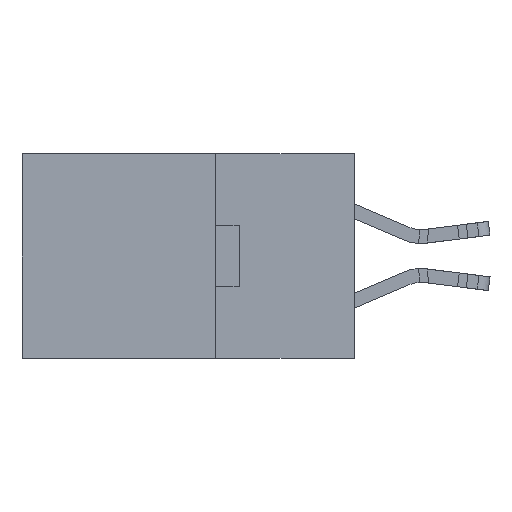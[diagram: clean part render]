
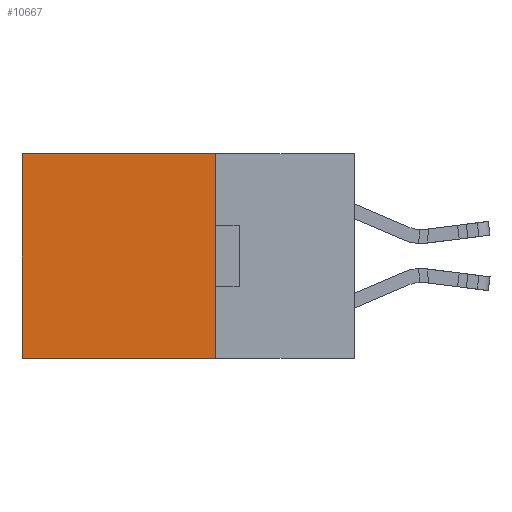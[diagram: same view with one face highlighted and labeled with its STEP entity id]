
A CAD part, left-side view. The second image highlights one B-rep face of the part: STEP entity #10667.
In plain terms, the highlighted planar face has unit normal (-1, 0, 0).
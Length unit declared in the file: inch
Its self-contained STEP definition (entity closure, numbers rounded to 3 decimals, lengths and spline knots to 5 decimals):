
#326 = ORIENTED_EDGE ( 'NONE', *, *, #13520, .F. ) ;
#353 = EDGE_LOOP ( 'NONE', ( #19408, #326, #26057, #611 ) ) ;
#611 = ORIENTED_EDGE ( 'NONE', *, *, #13771, .T. ) ;
#1999 = AXIS2_PLACEMENT_3D ( 'NONE', #12359, #18845, #16751 ) ;
#2554 = VECTOR ( 'NONE', #15293, 39.37008 ) ;
#4187 = VECTOR ( 'NONE', #25681, 39.37008 ) ;
#4699 = CARTESIAN_POINT ( 'NONE',  ( 0.2615, 0.25, 0. ) ) ;
#5578 = VECTOR ( 'NONE', #22856, 39.37008 ) ;
#5854 = CARTESIAN_POINT ( 'NONE',  ( 0.2615, 0.6, -0.37 ) ) ;
#8521 = LINE ( 'NONE', #13078, #2554 ) ;
#9989 = VECTOR ( 'NONE', #27939, 39.37008 ) ;
#10667 = ADVANCED_FACE ( 'NONE', ( #25418 ), #14559, .F. ) ;
#11458 = VERTEX_POINT ( 'NONE', #18254 ) ;
#12342 = CARTESIAN_POINT ( 'NONE',  ( 0.2615, 0.25, -0.37 ) ) ;
#12359 = CARTESIAN_POINT ( 'NONE',  ( 0.2615, 0.25, -0.37 ) ) ;
#13078 = CARTESIAN_POINT ( 'NONE',  ( 0.2615, 0.25, 0. ) ) ;
#13087 = EDGE_CURVE ( 'NONE', #19097, #11458, #21837, .T. ) ;
#13520 = EDGE_CURVE ( 'NONE', #11458, #17422, #18033, .T. ) ;
#13771 = EDGE_CURVE ( 'NONE', #19097, #22548, #8521, .T. ) ;
#14559 = PLANE ( 'NONE',  #1999 ) ;
#14762 = CARTESIAN_POINT ( 'NONE',  ( 0.2615, 0.25, -0.37 ) ) ;
#15293 = DIRECTION ( 'NONE',  ( 0., 1., 0. ) ) ;
#15776 = CARTESIAN_POINT ( 'NONE',  ( 0.2615, 0.6, 0. ) ) ;
#16525 = LINE ( 'NONE', #21382, #9989 ) ;
#16751 = DIRECTION ( 'NONE',  ( 0., 0., -1. ) ) ;
#17422 = VERTEX_POINT ( 'NONE', #5854 ) ;
#18033 = LINE ( 'NONE', #12342, #5578 ) ;
#18254 = CARTESIAN_POINT ( 'NONE',  ( 0.2615, 0.25, -0.37 ) ) ;
#18845 = DIRECTION ( 'NONE',  ( 1., 0., 0. ) ) ;
#19097 = VERTEX_POINT ( 'NONE', #4699 ) ;
#19408 = ORIENTED_EDGE ( 'NONE', *, *, #25868, .T. ) ;
#21382 = CARTESIAN_POINT ( 'NONE',  ( 0.2615, 0.6, -0.37 ) ) ;
#21837 = LINE ( 'NONE', #14762, #4187 ) ;
#22548 = VERTEX_POINT ( 'NONE', #15776 ) ;
#22856 = DIRECTION ( 'NONE',  ( 0., 1., 0. ) ) ;
#25418 = FACE_OUTER_BOUND ( 'NONE', #353, .T. ) ;
#25681 = DIRECTION ( 'NONE',  ( 0., 0., -1. ) ) ;
#25868 = EDGE_CURVE ( 'NONE', #22548, #17422, #16525, .T. ) ;
#26057 = ORIENTED_EDGE ( 'NONE', *, *, #13087, .F. ) ;
#27939 = DIRECTION ( 'NONE',  ( 0., 0., -1. ) ) ;
